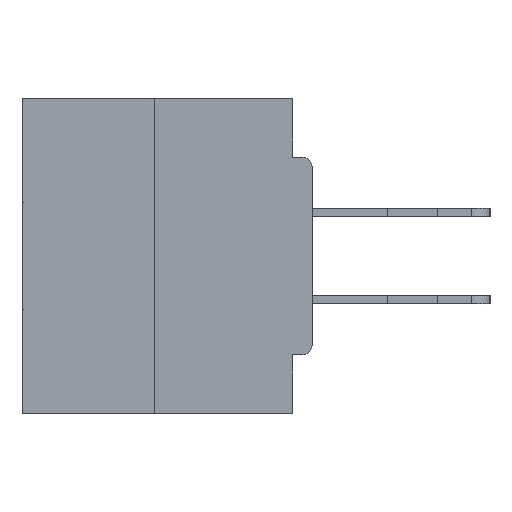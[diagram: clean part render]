
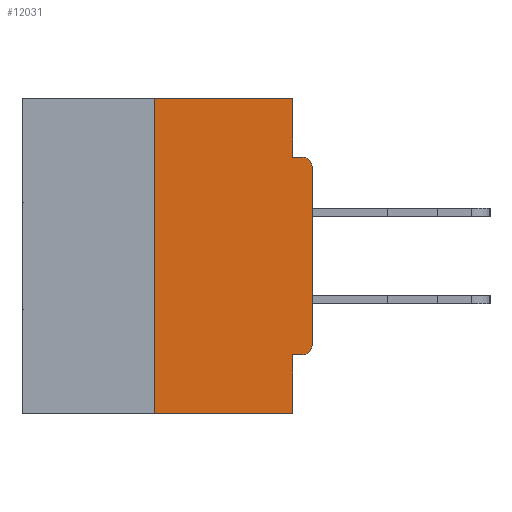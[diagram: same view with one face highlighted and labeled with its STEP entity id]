
A CAD part, left-side view. The second image highlights one B-rep face of the part: STEP entity #12031.
In plain terms, the highlighted planar face has unit normal (-1, 0, 0).
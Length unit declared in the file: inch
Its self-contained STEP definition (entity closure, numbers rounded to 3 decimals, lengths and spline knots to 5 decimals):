
#48 = CARTESIAN_POINT ( 'NONE',  ( 0., 0.46, 0. ) ) ;
#2635 = CARTESIAN_POINT ( 'NONE',  ( 0., 0.031, -0.5 ) ) ;
#3140 = CARTESIAN_POINT ( 'NONE',  ( 0., 0.015, -0.0935 ) ) ;
#3765 = VECTOR ( 'NONE', #22997, 39.37008 ) ;
#3939 = EDGE_LOOP ( 'NONE', ( #9327, #18905, #25627, #34235, #34337, #23545, #19183, #37921, #32005, #7861 ) ) ;
#4904 = VERTEX_POINT ( 'NONE', #22042 ) ;
#6036 = VECTOR ( 'NONE', #35125, 39.37008 ) ;
#6221 = LINE ( 'NONE', #32255, #32129 ) ;
#6345 = VERTEX_POINT ( 'NONE', #3140 ) ;
#7420 = VECTOR ( 'NONE', #30137, 39.37008 ) ;
#7481 = CARTESIAN_POINT ( 'NONE',  ( 0., 0.015, -0.1085 ) ) ;
#7712 = VERTEX_POINT ( 'NONE', #15619 ) ;
#7861 = ORIENTED_EDGE ( 'NONE', *, *, #9450, .F. ) ;
#8015 = CARTESIAN_POINT ( 'NONE',  ( 0., 0.015, -0.4065 ) ) ;
#8402 = CIRCLE ( 'NONE', #11115, 0.015 ) ;
#8876 = EDGE_CURVE ( 'NONE', #27645, #6345, #8402, .T. ) ;
#9327 = ORIENTED_EDGE ( 'NONE', *, *, #18069, .F. ) ;
#9344 = CIRCLE ( 'NONE', #13398, 0.015 ) ;
#9450 = EDGE_CURVE ( 'NONE', #4904, #30327, #25717, .T. ) ;
#10529 = CARTESIAN_POINT ( 'NONE',  ( 0., 0.25, -0.5 ) ) ;
#10644 = DIRECTION ( 'NONE',  ( -1., 0., 0. ) ) ;
#11115 = AXIS2_PLACEMENT_3D ( 'NONE', #7481, #10644, #25706 ) ;
#12031 = ADVANCED_FACE ( 'NONE', ( #12463 ), #29547, .F. ) ;
#12070 = DIRECTION ( 'NONE',  ( 1., 0., 0. ) ) ;
#12463 = FACE_OUTER_BOUND ( 'NONE', #3939, .T. ) ;
#12698 = CARTESIAN_POINT ( 'NONE',  ( 0., 0.46, -0.5 ) ) ;
#13372 = VECTOR ( 'NONE', #37087, 39.37008 ) ;
#13398 = AXIS2_PLACEMENT_3D ( 'NONE', #17753, #14592, #27061 ) ;
#14025 = CARTESIAN_POINT ( 'NONE',  ( 0., 0., -0.0935 ) ) ;
#14576 = LINE ( 'NONE', #17119, #3765 ) ;
#14592 = DIRECTION ( 'NONE',  ( -1., 0., 0. ) ) ;
#15619 = CARTESIAN_POINT ( 'NONE',  ( 0., 0.031, -0.5 ) ) ;
#16113 = VERTEX_POINT ( 'NONE', #10529 ) ;
#16293 = LINE ( 'NONE', #2635, #23318 ) ;
#16439 = VERTEX_POINT ( 'NONE', #32887 ) ;
#17119 = CARTESIAN_POINT ( 'NONE',  ( 0., 0.25, 0. ) ) ;
#17139 = EDGE_CURVE ( 'NONE', #30327, #6345, #30536, .T. ) ;
#17607 = CARTESIAN_POINT ( 'NONE',  ( 0., 0., -0.3915 ) ) ;
#17753 = CARTESIAN_POINT ( 'NONE',  ( 0., 0.015, -0.3915 ) ) ;
#17939 = DIRECTION ( 'NONE',  ( 0., -1., 0. ) ) ;
#18069 = EDGE_CURVE ( 'NONE', #16439, #4904, #30454, .T. ) ;
#18154 = DIRECTION ( 'NONE',  ( 0., 0., -1. ) ) ;
#18500 = DIRECTION ( 'NONE',  ( 0., 0., -1. ) ) ;
#18905 = ORIENTED_EDGE ( 'NONE', *, *, #33514, .F. ) ;
#19183 = ORIENTED_EDGE ( 'NONE', *, *, #29368, .T. ) ;
#20528 = CARTESIAN_POINT ( 'NONE',  ( 0., 0., 0. ) ) ;
#20759 = CARTESIAN_POINT ( 'NONE',  ( 0., 0., -0.1085 ) ) ;
#21796 = LINE ( 'NONE', #12698, #13372 ) ;
#22042 = CARTESIAN_POINT ( 'NONE',  ( 0., 0.031, 0. ) ) ;
#22452 = CARTESIAN_POINT ( 'NONE',  ( 0., 0.031, -0.0935 ) ) ;
#22997 = DIRECTION ( 'NONE',  ( 0., 0., 1. ) ) ;
#23318 = VECTOR ( 'NONE', #18154, 39.37008 ) ;
#23545 = ORIENTED_EDGE ( 'NONE', *, *, #31582, .T. ) ;
#24952 = LINE ( 'NONE', #20528, #28263 ) ;
#25627 = ORIENTED_EDGE ( 'NONE', *, *, #27194, .T. ) ;
#25706 = DIRECTION ( 'NONE',  ( 0., 0., -1. ) ) ;
#25717 = LINE ( 'NONE', #33076, #7420 ) ;
#27061 = DIRECTION ( 'NONE',  ( 0., 0., -1. ) ) ;
#27194 = EDGE_CURVE ( 'NONE', #16113, #7712, #21796, .T. ) ;
#27645 = VERTEX_POINT ( 'NONE', #20759 ) ;
#28078 = EDGE_CURVE ( 'NONE', #36780, #33562, #6221, .T. ) ;
#28263 = VECTOR ( 'NONE', #32612, 39.37008 ) ;
#28587 = VECTOR ( 'NONE', #17939, 39.37008 ) ;
#29368 = EDGE_CURVE ( 'NONE', #38600, #27645, #24952, .T. ) ;
#29547 = PLANE ( 'NONE',  #31356 ) ;
#30137 = DIRECTION ( 'NONE',  ( 0., 0., -1. ) ) ;
#30327 = VERTEX_POINT ( 'NONE', #22452 ) ;
#30454 = LINE ( 'NONE', #48, #28587 ) ;
#30536 = LINE ( 'NONE', #14025, #6036 ) ;
#31356 = AXIS2_PLACEMENT_3D ( 'NONE', #35664, #12070, #18500 ) ;
#31582 = EDGE_CURVE ( 'NONE', #36780, #38600, #9344, .T. ) ;
#32005 = ORIENTED_EDGE ( 'NONE', *, *, #17139, .F. ) ;
#32126 = DIRECTION ( 'NONE',  ( 0., 1., 0. ) ) ;
#32129 = VECTOR ( 'NONE', #32126, 39.37008 ) ;
#32255 = CARTESIAN_POINT ( 'NONE',  ( 0., 0., -0.4065 ) ) ;
#32612 = DIRECTION ( 'NONE',  ( 0., 0., 1. ) ) ;
#32887 = CARTESIAN_POINT ( 'NONE',  ( 0., 0.25, 0. ) ) ;
#33076 = CARTESIAN_POINT ( 'NONE',  ( 0., 0.031, 0. ) ) ;
#33514 = EDGE_CURVE ( 'NONE', #16113, #16439, #14576, .T. ) ;
#33562 = VERTEX_POINT ( 'NONE', #35183 ) ;
#34235 = ORIENTED_EDGE ( 'NONE', *, *, #38233, .F. ) ;
#34337 = ORIENTED_EDGE ( 'NONE', *, *, #28078, .F. ) ;
#35125 = DIRECTION ( 'NONE',  ( 0., -1., 0. ) ) ;
#35183 = CARTESIAN_POINT ( 'NONE',  ( 0., 0.031, -0.4065 ) ) ;
#35664 = CARTESIAN_POINT ( 'NONE',  ( 0., 0.46, 0. ) ) ;
#36780 = VERTEX_POINT ( 'NONE', #8015 ) ;
#37087 = DIRECTION ( 'NONE',  ( 0., -1., 0. ) ) ;
#37921 = ORIENTED_EDGE ( 'NONE', *, *, #8876, .T. ) ;
#38233 = EDGE_CURVE ( 'NONE', #33562, #7712, #16293, .T. ) ;
#38600 = VERTEX_POINT ( 'NONE', #17607 ) ;
